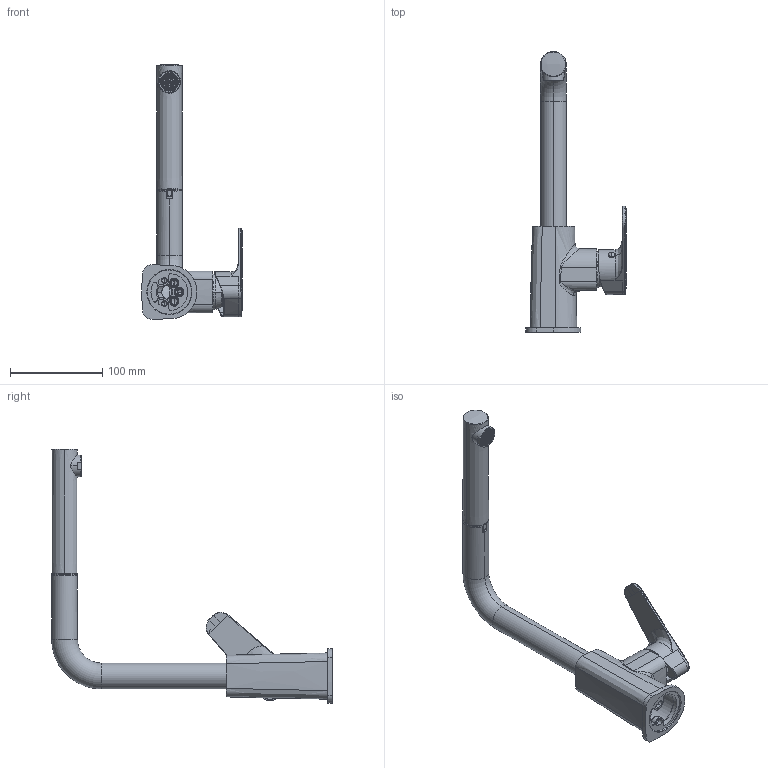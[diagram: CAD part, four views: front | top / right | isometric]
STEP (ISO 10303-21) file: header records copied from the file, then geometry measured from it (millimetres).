
FILE_DESCRIPTION((''),'2;1');
FILE_NAME('SY185CR','2021-11-09T09:55:09',('ut3'),('PAFFONI SpA'),'CREO PARAMETRIC BY PTC INC, 2020044','CREO PARAMETRIC BY PTC INC, 2020044','');
FILE_SCHEMA(('CONFIG_CONTROL_DESIGN','SHAPE_APPEARANCE_LAYERS_GROUPS'));
Length unit declared in the file: millimetre
Products named in the file (1): SY185CR
Bounding box: 108.82 x 304.6 x 276.4 mm (x, y, z)
Volume: 306882.7 mm3; surface area: 190461.9 mm2
Topology: 2 solids, 2 shells, 4434 faces, 14891 edges, 10265 vertices
Faces by surface type: plane 2085, cylinder 1756, cone 290, bspline 136, torus 127, extrusion 25, sphere 15
Entity records: 281381 total; most frequent: CARTESIAN_POINT 120789, ORIENTED_EDGE 29742, DIRECTION 22576, EDGE_CURVE 14871, VERTEX_POINT 10265, AXIS2_PLACEMENT_3D 7667, VECTOR 7242, LINE 7217
